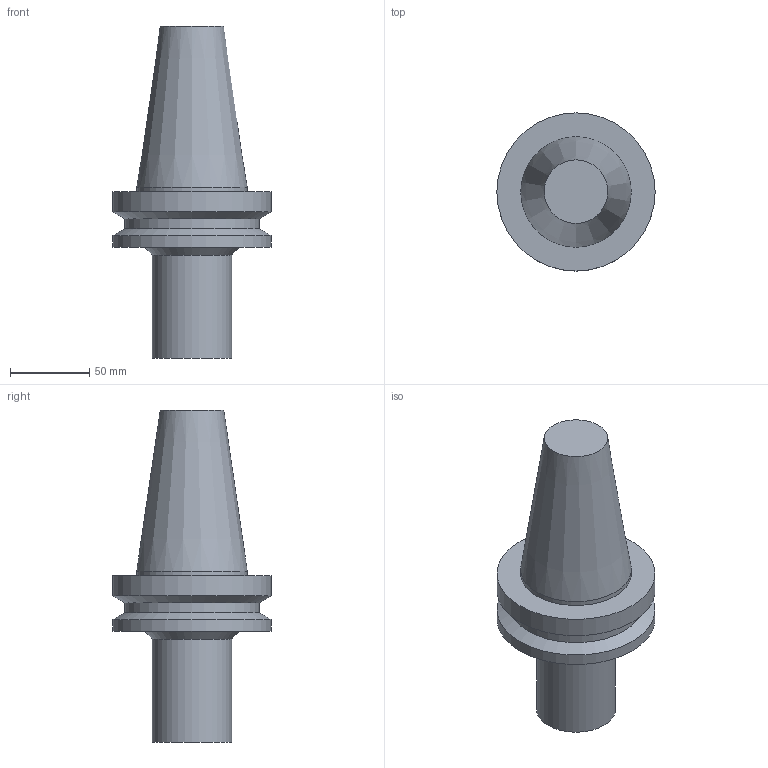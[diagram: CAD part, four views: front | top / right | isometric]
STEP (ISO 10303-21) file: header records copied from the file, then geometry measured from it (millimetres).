
FILE_DESCRIPTION((''),'1');
FILE_NAME('BT50-CK5-165.stp','2013-10-16T02:50:04',(''),(''),'Spatial Interop R18','Kubotek KeyCreator V8.5.1 (14335)',' ');
FILE_SCHEMA(('CONFIG_CONTROL_DESIGN'));
Length unit declared in the file: millimetre
Products named in the file (1): 1
Bounding box: 100 x 100 x 209.8 mm (x, y, z)
Volume: 650184.5 mm3; surface area: 55155.5 mm2
Topology: 1 solids, 1 shells, 13 faces, 21 edges, 12 vertices
Faces by surface type: cylinder 5, plane 4, cone 4
Full cylindrical faces by diameter (mm): 50 x1, 69.85 x1, 85 x1, 100 x2
Entity records: 298 total; most frequent: DIRECTION 52, CARTESIAN_POINT 38, AXIS2_PLACEMENT_3D 26, EDGE_LOOP 24, ORIENTED_EDGE 24, FACE_BOUND 20, ADVANCED_FACE 13, EDGE_CURVE 12
